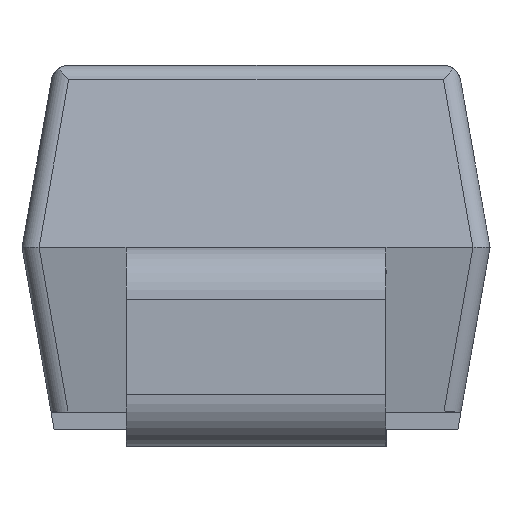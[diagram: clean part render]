
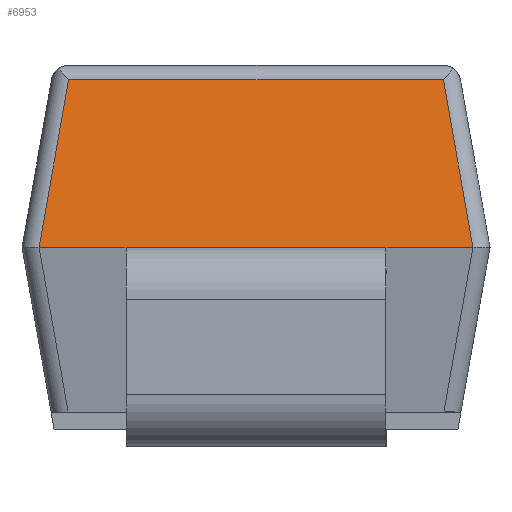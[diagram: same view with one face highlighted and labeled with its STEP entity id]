
A CAD part, left-side view. The second image highlights one B-rep face of the part: STEP entity #6953.
In plain terms, the highlighted planar face has unit normal (-0.985, 0, 0.174).
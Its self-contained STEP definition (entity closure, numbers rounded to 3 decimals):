
#297 = VECTOR ( 'NONE', #2123, 1000. ) ;
#461 = VERTEX_POINT ( 'NONE', #870 ) ;
#763 = VERTEX_POINT ( 'NONE', #17167 ) ;
#870 = CARTESIAN_POINT ( 'NONE',  ( -2.225, 1.252, 0. ) ) ;
#931 = VERTEX_POINT ( 'NONE', #9407 ) ;
#1293 = EDGE_CURVE ( 'NONE', #1560, #931, #1969, .T. ) ;
#1560 = VERTEX_POINT ( 'NONE', #11399 ) ;
#1826 = ORIENTED_EDGE ( 'NONE', *, *, #2067, .T. ) ;
#1912 = DIRECTION ( 'NONE',  ( 0., -1., 0. ) ) ;
#1969 = LINE ( 'NONE', #5739, #297 ) ;
#2030 = ORIENTED_EDGE ( 'NONE', *, *, #4835, .T. ) ;
#2067 = EDGE_CURVE ( 'NONE', #931, #461, #13584, .T. ) ;
#2123 = DIRECTION ( 'NONE',  ( 0., 1., 0. ) ) ;
#2501 = CARTESIAN_POINT ( 'NONE',  ( -2.225, -0.75, 0. ) ) ;
#2831 = AXIS2_PLACEMENT_3D ( 'NONE', #7590, #15468, #10003 ) ;
#3223 = VERTEX_POINT ( 'NONE', #9784 ) ;
#3377 = VECTOR ( 'NONE', #14513, 1000. ) ;
#3392 = FACE_OUTER_BOUND ( 'NONE', #3522, .T. ) ;
#3522 = EDGE_LOOP ( 'NONE', ( #17250, #1826, #4391, #15172, #8862, #2030 ) ) ;
#4391 = ORIENTED_EDGE ( 'NONE', *, *, #9398, .T. ) ;
#4679 = DIRECTION ( 'NONE',  ( 0., -1., 0. ) ) ;
#4835 = EDGE_CURVE ( 'NONE', #763, #1560, #5957, .T. ) ;
#4984 = EDGE_CURVE ( 'NONE', #3223, #6971, #7252, .T. ) ;
#5739 = CARTESIAN_POINT ( 'NONE',  ( -2.054, 1.165, 0.967 ) ) ;
#5957 = LINE ( 'NONE', #14283, #13812 ) ;
#6495 = VECTOR ( 'NONE', #4679, 1000. ) ;
#6796 = EDGE_CURVE ( 'NONE', #6971, #763, #9139, .T. ) ;
#6953 = ADVANCED_FACE ( 'NONE', ( #3392 ), #7498, .T. ) ;
#6971 = VERTEX_POINT ( 'NONE', #2501 ) ;
#7252 = LINE ( 'NONE', #8810, #12359 ) ;
#7498 = PLANE ( 'NONE',  #2831 ) ;
#7590 = CARTESIAN_POINT ( 'NONE',  ( -2.225, 1.35, 0. ) ) ;
#8810 = CARTESIAN_POINT ( 'NONE',  ( -2.225, 1.35, 0. ) ) ;
#8862 = ORIENTED_EDGE ( 'NONE', *, *, #6796, .T. ) ;
#8954 = VECTOR ( 'NONE', #13764, 1000. ) ;
#9139 = LINE ( 'NONE', #13373, #3377 ) ;
#9398 = EDGE_CURVE ( 'NONE', #461, #3223, #11400, .T. ) ;
#9407 = CARTESIAN_POINT ( 'NONE',  ( -2.054, 1.081, 0.967 ) ) ;
#9784 = CARTESIAN_POINT ( 'NONE',  ( -2.225, 0.75, 0. ) ) ;
#10003 = DIRECTION ( 'NONE',  ( 0.174, 0., 0.985 ) ) ;
#10930 = CARTESIAN_POINT ( 'NONE',  ( -2.228, 1.254, -0.016 ) ) ;
#11324 = CARTESIAN_POINT ( 'NONE',  ( -2.225, 1.35, 0. ) ) ;
#11399 = CARTESIAN_POINT ( 'NONE',  ( -2.054, -1.081, 0.967 ) ) ;
#11400 = LINE ( 'NONE', #11324, #6495 ) ;
#12359 = VECTOR ( 'NONE', #1912, 1000. ) ;
#13373 = CARTESIAN_POINT ( 'NONE',  ( -2.225, 1.35, 0. ) ) ;
#13584 = LINE ( 'NONE', #10930, #8954 ) ;
#13764 = DIRECTION ( 'NONE',  ( -0.171, 0.171, -0.97 ) ) ;
#13812 = VECTOR ( 'NONE', #16651, 1000. ) ;
#14283 = CARTESIAN_POINT ( 'NONE',  ( -2.149, -1.175, 0.432 ) ) ;
#14513 = DIRECTION ( 'NONE',  ( 0., -1., 0. ) ) ;
#15172 = ORIENTED_EDGE ( 'NONE', *, *, #4984, .T. ) ;
#15468 = DIRECTION ( 'NONE',  ( -0.985, 0., 0.174 ) ) ;
#16651 = DIRECTION ( 'NONE',  ( 0.171, 0.171, 0.97 ) ) ;
#17167 = CARTESIAN_POINT ( 'NONE',  ( -2.225, -1.252, 0. ) ) ;
#17250 = ORIENTED_EDGE ( 'NONE', *, *, #1293, .T. ) ;
